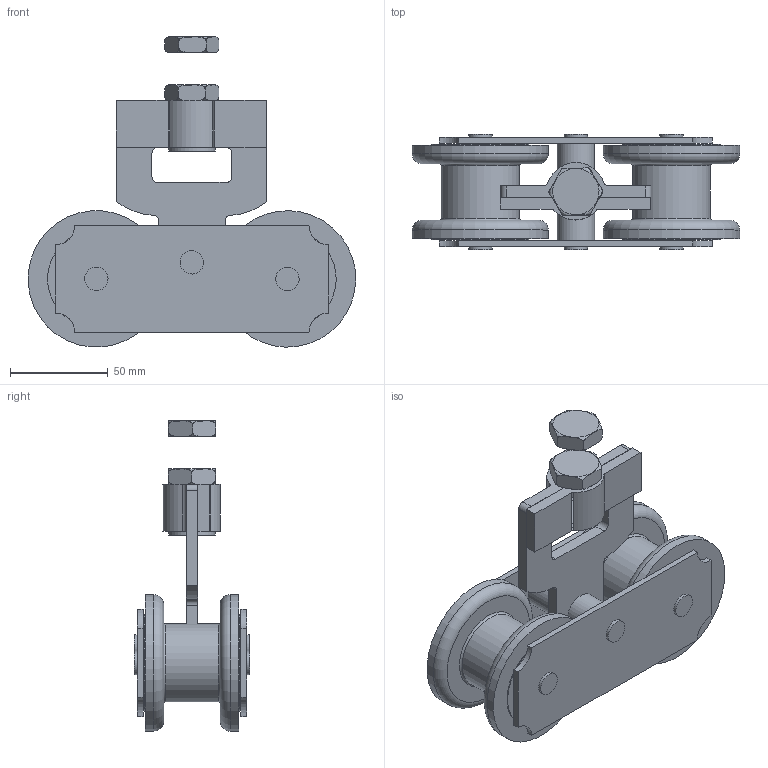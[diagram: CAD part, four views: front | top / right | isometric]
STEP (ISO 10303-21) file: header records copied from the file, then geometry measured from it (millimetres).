
FILE_DESCRIPTION((''),'2;1');
FILE_NAME('285.stp','2010-06-03T11:17:37',('giuliano'),(''),'Autodesk Inventor 2010','Autodesk Inventor 2010','');
FILE_SCHEMA(('AUTOMOTIVE_DESIGN { 1 0 10303 214 1 1 1 1 }'));
Length unit declared in the file: millimetre
Products named in the file (1): 285_Emballage_1
Bounding box: 167.86 x 59 x 159.12 mm (x, y, z)
Surface area: 108175.1 mm2 (no closed solid volume)
Topology: 0 solids, 25 shells, 118 faces, 356 edges, 238 vertices
Faces by surface type: plane 61, cylinder 39, bspline 14, torus 4
Full cylindrical faces by diameter (mm): 12 x3, 19.2 x2, 24 x1, 40 x2, 50 x4, 70 x4
Entity records: 4828 total; most frequent: CARTESIAN_POINT 1674, DIRECTION 643, ORIENTED_EDGE 524, EDGE_CURVE 321, AXIS2_PLACEMENT_3D 241, VERTEX_POINT 234, VECTOR 161, LINE 161
